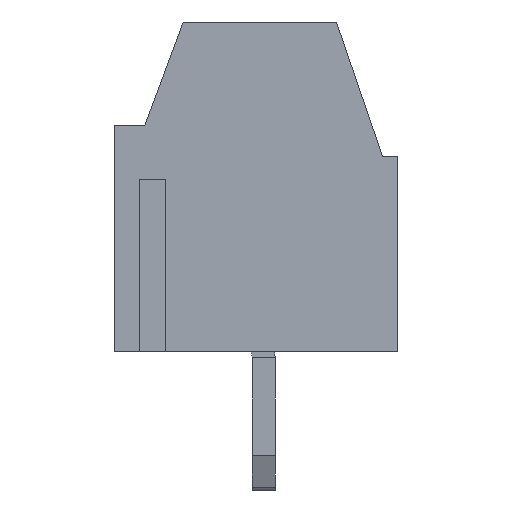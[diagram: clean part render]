
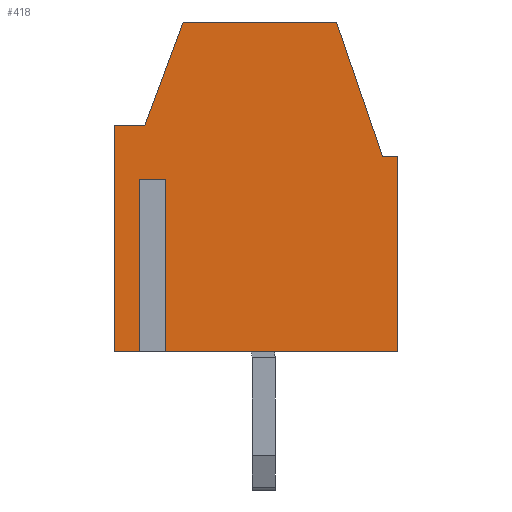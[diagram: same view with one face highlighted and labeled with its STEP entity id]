
A CAD part, left-side view. The second image highlights one B-rep face of the part: STEP entity #418.
In plain terms, the highlighted planar face has unit normal (-1, 0, 0).
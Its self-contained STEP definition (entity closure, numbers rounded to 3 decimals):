
#418=ADVANCED_FACE('',(#1887),#1889,.T.);
#1887=FACE_BOUND('',#1888,.T.);
#1888=EDGE_LOOP('',(#3065,#3066,#3067,#3068,#3069,#3070,#3071,#3072,#3073,#3074,
#3075,#3076));
#1889=PLANE('',#1890);
#1890=AXIS2_PLACEMENT_3D('',#1891,#1892,#1893);
#1891=CARTESIAN_POINT('',(-1.75,0.,0.));
#1892=DIRECTION('',(-1.,0.,0.));
#1893=DIRECTION('',(0.,0.,-1.));
#3065=ORIENTED_EDGE('',*,*,#3856,.F.);
#3066=ORIENTED_EDGE('',*,*,#3857,.F.);
#3067=ORIENTED_EDGE('',*,*,#3858,.F.);
#3068=ORIENTED_EDGE('',*,*,#3859,.T.);
#3069=ORIENTED_EDGE('',*,*,#3860,.T.);
#3070=ORIENTED_EDGE('',*,*,#3861,.T.);
#3071=ORIENTED_EDGE('',*,*,#3862,.T.);
#3072=ORIENTED_EDGE('',*,*,#3817,.T.);
#3073=ORIENTED_EDGE('',*,*,#3854,.T.);
#3074=ORIENTED_EDGE('',*,*,#3863,.T.);
#3075=ORIENTED_EDGE('',*,*,#3864,.T.);
#3076=ORIENTED_EDGE('',*,*,#3865,.T.);
#3817=EDGE_CURVE('',#4234,#4232,#4235,.T.);
#3854=EDGE_CURVE('',#4232,#4301,#4303,.T.);
#3856=EDGE_CURVE('',#4305,#4306,#4307,.T.);
#3857=EDGE_CURVE('',#4308,#4305,#4309,.F.);
#3858=EDGE_CURVE('',#4310,#4308,#4311,.T.);
#3859=EDGE_CURVE('',#4310,#4312,#4313,.T.);
#3860=EDGE_CURVE('',#4312,#4314,#4315,.T.);
#3861=EDGE_CURVE('',#4314,#4316,#4317,.T.);
#3862=EDGE_CURVE('',#4316,#4234,#4318,.T.);
#3863=EDGE_CURVE('',#4301,#4319,#4320,.T.);
#3864=EDGE_CURVE('',#4319,#4321,#4322,.T.);
#3865=EDGE_CURVE('',#4321,#4306,#4323,.T.);
#4232=VERTEX_POINT('',#4904);
#4234=VERTEX_POINT('',#4908);
#4235=LINE('',#4909,#4910);
#4301=VERTEX_POINT('',#5051);
#4303=LINE('',#5055,#5056);
#4305=VERTEX_POINT('',#5061);
#4306=VERTEX_POINT('',#5062);
#4307=LINE('',#5063,#5064);
#4308=VERTEX_POINT('',#5066);
#4309=LINE('',#5067,#5068);
#4310=VERTEX_POINT('',#5070);
#4311=LINE('',#5071,#5072);
#4312=VERTEX_POINT('',#5074);
#4313=LINE('',#5075,#5076);
#4314=VERTEX_POINT('',#5078);
#4315=LINE('',#5079,#5080);
#4316=VERTEX_POINT('',#5082);
#4317=LINE('',#5083,#5084);
#4318=LINE('',#5086,#5087);
#4319=VERTEX_POINT('',#5089);
#4320=LINE('',#5090,#5091);
#4321=VERTEX_POINT('',#5093);
#4322=LINE('',#5094,#5095);
#4323=LINE('',#5097,#5098);
#4904=CARTESIAN_POINT('',(-1.75,2.1,8.6));
#4908=CARTESIAN_POINT('',(-1.75,-1.9,8.6));
#4909=CARTESIAN_POINT('',(-1.75,-1.9,8.6));
#4910=VECTOR('',#4911,1.);
#4911=DIRECTION('',(0.,1.,0.));
#5051=CARTESIAN_POINT('',(-1.75,3.1,5.9));
#5055=CARTESIAN_POINT('',(-1.75,2.1,8.6));
#5056=VECTOR('',#5057,1.);
#5057=DIRECTION('',(0.,0.347,-0.938));
#5061=CARTESIAN_POINT('',(-1.75,3.15,4.5));
#5062=CARTESIAN_POINT('',(-1.75,3.15,0.));
#5063=CARTESIAN_POINT('',(-1.75,3.15,4.5));
#5064=VECTOR('',#5065,1.);
#5065=DIRECTION('',(0.,0.,-1.));
#5066=CARTESIAN_POINT('',(-1.75,2.65,4.5));
#5067=CARTESIAN_POINT('',(-1.75,3.15,4.5));
#5068=VECTOR('',#5069,1.);
#5069=DIRECTION('',(0.,-1.,0.));
#5070=CARTESIAN_POINT('',(-1.75,2.65,0.));
#5071=CARTESIAN_POINT('',(-1.75,2.65,0.));
#5072=VECTOR('',#5073,1.);
#5073=DIRECTION('',(0.,0.,1.));
#5074=CARTESIAN_POINT('',(-1.75,-3.5,0.));
#5075=CARTESIAN_POINT('',(-1.75,2.65,0.));
#5076=VECTOR('',#5077,1.);
#5077=DIRECTION('',(0.,-1.,0.));
#5078=CARTESIAN_POINT('',(-1.75,-3.5,5.1));
#5079=CARTESIAN_POINT('',(-1.75,-3.5,0.));
#5080=VECTOR('',#5081,1.);
#5081=DIRECTION('',(0.,0.,1.));
#5082=CARTESIAN_POINT('',(-1.75,-3.1,5.1));
#5083=CARTESIAN_POINT('',(-1.75,-3.5,5.1));
#5084=VECTOR('',#5085,1.);
#5085=DIRECTION('',(0.,1.,0.));
#5086=CARTESIAN_POINT('',(-1.75,-3.1,5.1));
#5087=VECTOR('',#5088,1.);
#5088=DIRECTION('',(0.,0.324,0.946));
#5089=CARTESIAN_POINT('',(-1.75,3.9,5.9));
#5090=CARTESIAN_POINT('',(-1.75,3.1,5.9));
#5091=VECTOR('',#5092,1.);
#5092=DIRECTION('',(0.,1.,0.));
#5093=CARTESIAN_POINT('',(-1.75,3.9,0.));
#5094=CARTESIAN_POINT('',(-1.75,3.9,5.9));
#5095=VECTOR('',#5096,1.);
#5096=DIRECTION('',(0.,0.,-1.));
#5097=CARTESIAN_POINT('',(-1.75,3.9,0.));
#5098=VECTOR('',#5099,1.);
#5099=DIRECTION('',(0.,-1.,0.));
